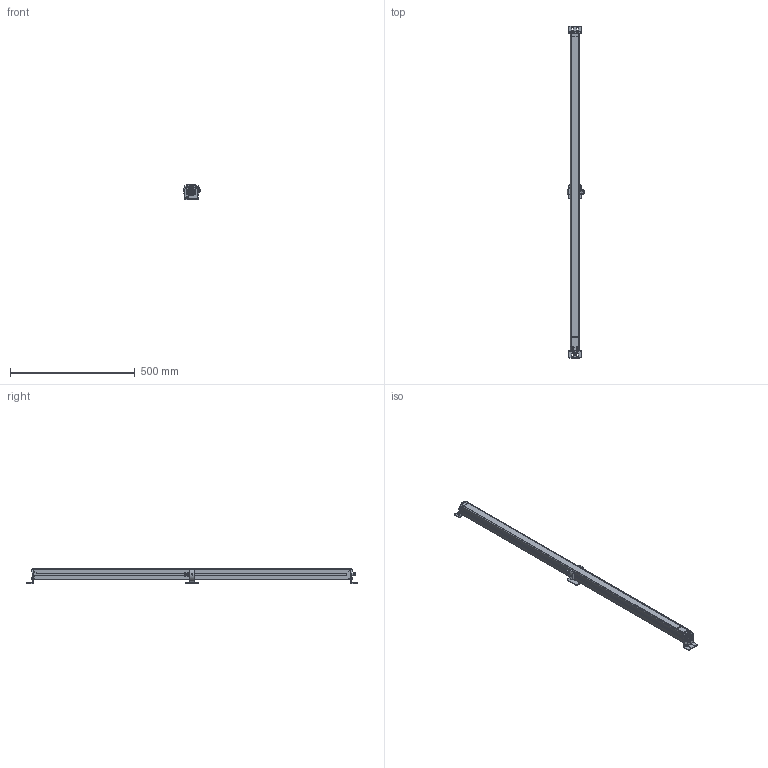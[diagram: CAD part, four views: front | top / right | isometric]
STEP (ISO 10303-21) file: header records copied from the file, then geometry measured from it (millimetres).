
FILE_DESCRIPTION((''),'2;1');
FILE_NAME('139508_SM01_ASM','2023-04-10T13:31:42',('banengservice'),('BANNER ENGINEERING'),'CREO PARAMETRIC BY PTC INC, 2022414','CREO PARAMETRIC BY PTC INC, 2022414','');
FILE_SCHEMA(('CONFIG_CONTROL_DESIGN'));
Products named in the file (9): 139508_EP01; 114483; 114482; 58892; 60139; 71756_ASM; 111087; 58892_GENERIC; 139508_SM01_ASM
Assembly tree (15 placements, depth 3):
  139508_SM01_ASM
    139508_EP01
    71756_ASM
      114483
      114482
      58892  x3
      60139  x2
    111087  x2
    58892_GENERIC  x4
Bounding box: 68.64 x 1328 x 63 mm (x, y, z)
Volume: 1868663.6 mm3; surface area: 310110.7 mm2
Topology: 14 solids, 20 shells, 2639 faces, 7209 edges, 4678 vertices
Faces by surface type: plane 1507, cylinder 787, bspline 246, torus 54, sphere 38, cone 7
Entity records: 93678 total; most frequent: CARTESIAN_POINT 42914, ORIENTED_EDGE 11138, DIRECTION 9604, EDGE_CURVE 5577, VERTEX_POINT 3620, VECTOR 3486, LINE 3486, AXIS2_PLACEMENT_3D 3059
